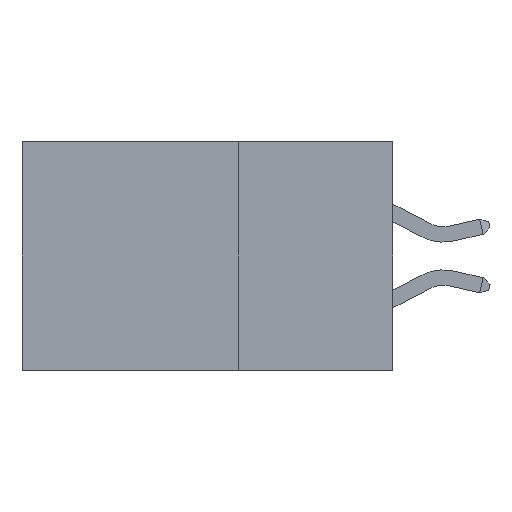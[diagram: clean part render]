
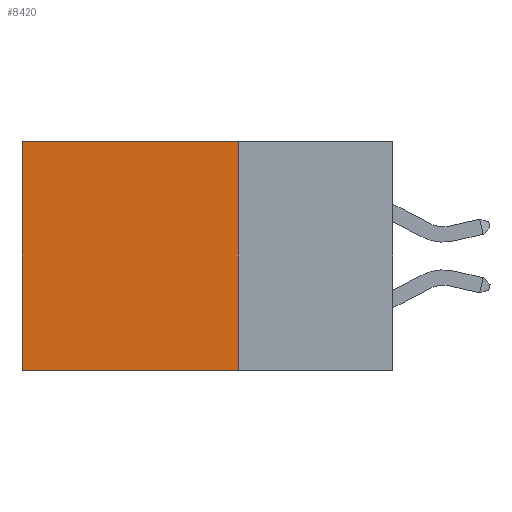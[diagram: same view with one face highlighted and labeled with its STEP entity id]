
A CAD part, left-side view. The second image highlights one B-rep face of the part: STEP entity #8420.
In plain terms, the highlighted planar face has unit normal (-1, 0, 0).
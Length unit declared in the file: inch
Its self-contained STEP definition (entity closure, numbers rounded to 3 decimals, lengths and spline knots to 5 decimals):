
#260 = CARTESIAN_POINT ( 'NONE',  ( 0.2875, 0.25, 0. ) ) ;
#2087 = CARTESIAN_POINT ( 'NONE',  ( 0.2875, 0.25, -0.37 ) ) ;
#2475 = DIRECTION ( 'NONE',  ( 1., 0., 0. ) ) ;
#5670 = DIRECTION ( 'NONE',  ( 0., 0., -1. ) ) ;
#8094 = LINE ( 'NONE', #23586, #12150 ) ;
#8420 = ADVANCED_FACE ( 'NONE', ( #12851 ), #15147, .F. ) ;
#8785 = CARTESIAN_POINT ( 'NONE',  ( 0.2875, 0.25, 0. ) ) ;
#9095 = EDGE_LOOP ( 'NONE', ( #12252, #16820, #31522, #16208 ) ) ;
#12150 = VECTOR ( 'NONE', #36643, 39.37008 ) ;
#12252 = ORIENTED_EDGE ( 'NONE', *, *, #24570, .T. ) ;
#12851 = FACE_OUTER_BOUND ( 'NONE', #9095, .T. ) ;
#13502 = VECTOR ( 'NONE', #25256, 39.37008 ) ;
#14046 = EDGE_CURVE ( 'NONE', #25179, #29806, #35463, .T. ) ;
#15147 = PLANE ( 'NONE',  #20753 ) ;
#16208 = ORIENTED_EDGE ( 'NONE', *, *, #14046, .T. ) ;
#16820 = ORIENTED_EDGE ( 'NONE', *, *, #37410, .F. ) ;
#17013 = CARTESIAN_POINT ( 'NONE',  ( 0.2875, 0.6, -0.37 ) ) ;
#17533 = EDGE_CURVE ( 'NONE', #25179, #31786, #30091, .T. ) ;
#20753 = AXIS2_PLACEMENT_3D ( 'NONE', #38115, #2475, #37964 ) ;
#23586 = CARTESIAN_POINT ( 'NONE',  ( 0.2875, 0.6, 0. ) ) ;
#24570 = EDGE_CURVE ( 'NONE', #29806, #30081, #8094, .T. ) ;
#25179 = VERTEX_POINT ( 'NONE', #8785 ) ;
#25256 = DIRECTION ( 'NONE',  ( 0., 1., 0. ) ) ;
#26989 = VECTOR ( 'NONE', #41773, 39.37008 ) ;
#29806 = VERTEX_POINT ( 'NONE', #38431 ) ;
#30081 = VERTEX_POINT ( 'NONE', #17013 ) ;
#30091 = LINE ( 'NONE', #260, #35672 ) ;
#30615 = LINE ( 'NONE', #2087, #26989 ) ;
#31522 = ORIENTED_EDGE ( 'NONE', *, *, #17533, .F. ) ;
#31786 = VERTEX_POINT ( 'NONE', #38437 ) ;
#35463 = LINE ( 'NONE', #38614, #13502 ) ;
#35672 = VECTOR ( 'NONE', #5670, 39.37008 ) ;
#36643 = DIRECTION ( 'NONE',  ( 0., 0., -1. ) ) ;
#37410 = EDGE_CURVE ( 'NONE', #31786, #30081, #30615, .T. ) ;
#37964 = DIRECTION ( 'NONE',  ( 0., 0., -1. ) ) ;
#38115 = CARTESIAN_POINT ( 'NONE',  ( 0.2875, 0.25, 0. ) ) ;
#38431 = CARTESIAN_POINT ( 'NONE',  ( 0.2875, 0.6, 0. ) ) ;
#38437 = CARTESIAN_POINT ( 'NONE',  ( 0.2875, 0.25, -0.37 ) ) ;
#38614 = CARTESIAN_POINT ( 'NONE',  ( 0.2875, 0.25, 0. ) ) ;
#41773 = DIRECTION ( 'NONE',  ( 0., 1., 0. ) ) ;
